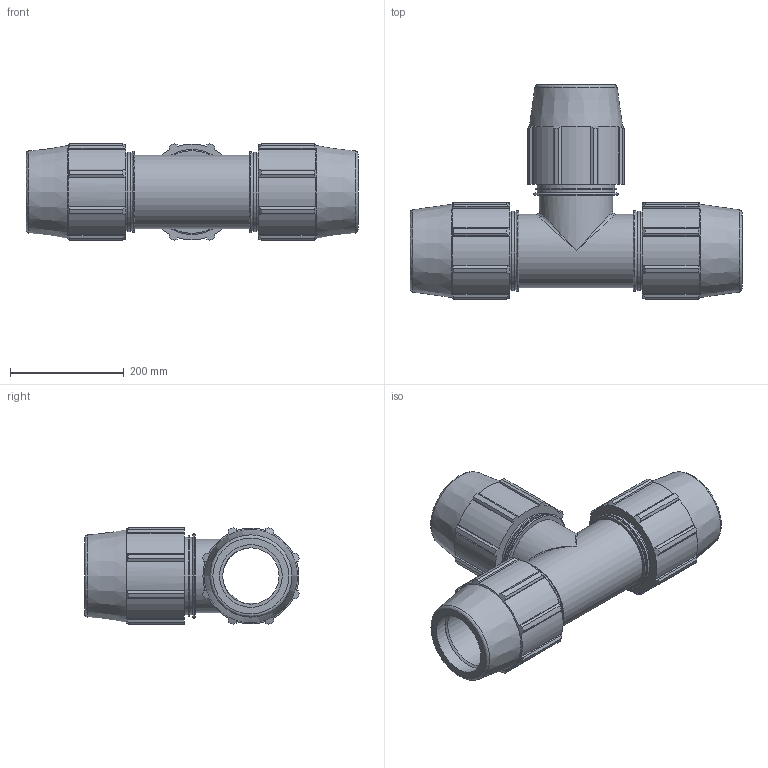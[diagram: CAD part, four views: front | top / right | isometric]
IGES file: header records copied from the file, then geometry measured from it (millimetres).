
Global section: file name: 0704061100A.ipt; native system: Autodesk Inventor 2015; preprocessor: unknown; author: KIM; date: 20180325.201204; units: millimetre
Bounding box: 583 x 377.15 x 170.31 mm (x, y, z)
Volume: 7498130.8 mm3; surface area: 746832.1 mm2
Topology: 1 solids, 1 shells, 225 faces, 624 edges, 418 vertices
Faces by surface type: plane 120, cylinder 61, cone 22, revolution 20, bspline 2
Full cylindrical faces by diameter (mm): 128.963 x2, 135.75 x6, 139.144 x2, 142.537 x3
